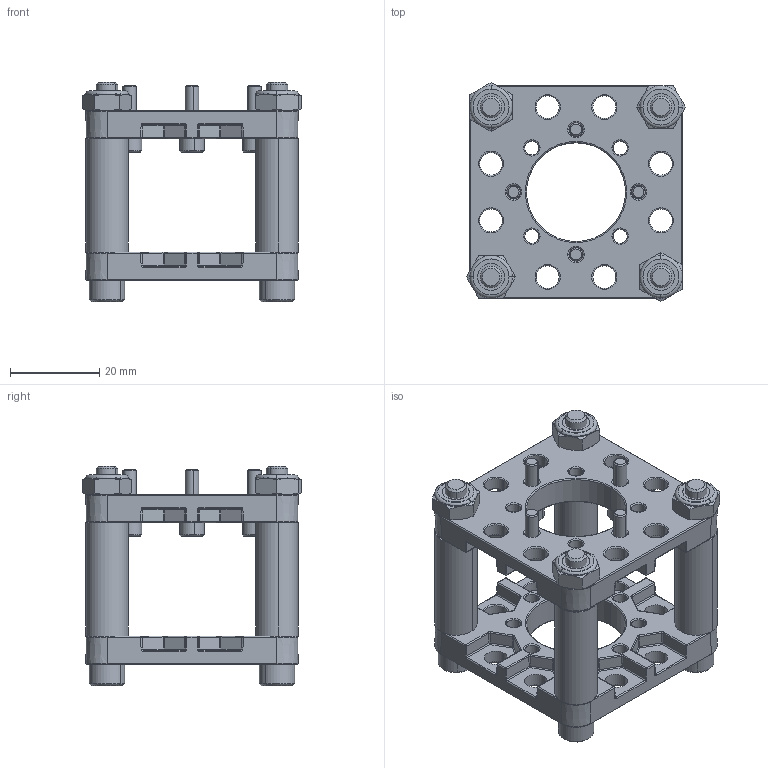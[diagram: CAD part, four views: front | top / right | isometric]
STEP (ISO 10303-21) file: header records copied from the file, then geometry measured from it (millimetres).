
FILE_DESCRIPTION (( 'STEP AP214' ), '1' );
FILE_NAME ('am-5030 Solo Motor Bearing Assembly.STEP', '2023-07-28T13:57:09', ( '' ), ( '' ), 'SwSTEP 2.0', 'SolidWorks 2022', '' );
FILE_SCHEMA (( 'AUTOMOTIVE_DESIGN' ));
Length unit declared in the file: inch
Products named in the file (6): am-5022 RoBits Solo Motor Bearing Mount; SHCS M3 x 0.5 x 12_B18.3.1M - 3 x 0.5 x 12 Hex SHCS -- 12CHX; 10-32 nylock thin nut - Mcm 90633A009_90633A009; 10-32x1750_shcs_HX-SHCS 0.19-32x1.375x1-C; am-1696 0.194 ID 0.375 OD 1.000 Long Nylon Spacer; am-5030 Solo Motor Bearing Assembly
Assembly tree (18 placements, depth 2):
  am-5030 Solo Motor Bearing Assembly
    am-5022 RoBits Solo Motor Bearing Mount  x2
    am-1696 0.194 ID 0.375 OD 1.000 Long Nylon Spacer  x4
    10-32x1750_shcs_HX-SHCS 0.19-32x1.375x1-C  x4
    10-32 nylock thin nut - Mcm 90633A009_90633A009  x4
    SHCS M3 x 0.5 x 12_B18.3.1M - 3 x 0.5 x 12 Hex SHCS -- 12CHX  x4
Bounding box: 49.1 x 49.1 x 49.28 mm (x, y, z)
Volume: 27213.2 mm3; surface area: 24180.4 mm2
Topology: 22 solids, 22 shells, 1346 faces, 3006 edges, 1712 vertices
Faces by surface type: cylinder 438, torus 312, plane 268, cone 264, sphere 32, bspline 32
Entity records: 16040 total; most frequent: CARTESIAN_POINT 3519, DIRECTION 2850, ORIENTED_EDGE 2392, AXIS2_PLACEMENT_3D 1211, EDGE_CURVE 1196, VERTEX_POINT 682, CIRCLE 674, EDGE_LOOP 586
